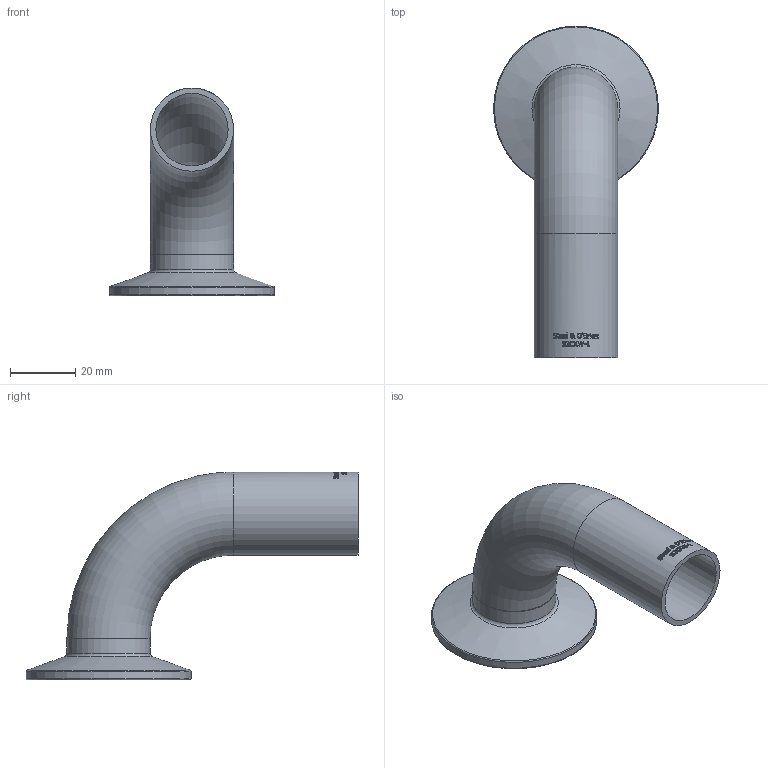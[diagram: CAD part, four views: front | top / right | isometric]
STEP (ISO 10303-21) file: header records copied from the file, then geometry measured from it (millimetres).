
FILE_DESCRIPTION(/* description */ (''),/* implementation_level */ '2;1');
FILE_NAME(/* name */ 'S2CKW-1.stp',/* time_stamp */ '2018-11-26T14:12:34-05:00',/* author */ ('ken'),/* organization */ (''),/* preprocessor_version */ 'ST-DEVELOPER v15.2',/* originating_system */ 'Autodesk Inventor 2014',/* authorisation */ '');
FILE_SCHEMA (('AUTOMOTIVE_DESIGN { 1 0 10303 214 3 1 1 }'));
Length unit declared in the file: inch
Products named in the file (1): S2CKW-1
Bounding box: 50.39 x 101.4 x 63.5 mm (x, y, z)
Volume: 20400.2 mm3; surface area: 19888.9 mm2
Topology: 1 solids, 1 shells, 350 faces, 938 edges, 621 vertices
Faces by surface type: bspline 163, plane 138, cylinder 35, torus 11, cone 3
Full cylindrical faces by diameter (mm): 22.098 x2, 25.4 x2, 50.394 x1
Entity records: 13710 total; most frequent: CARTESIAN_POINT 5935, ORIENTED_EDGE 1824, DIRECTION 1146, EDGE_CURVE 912, VERTEX_POINT 616, EDGE_LOOP 402, LINE 400, VECTOR 400
